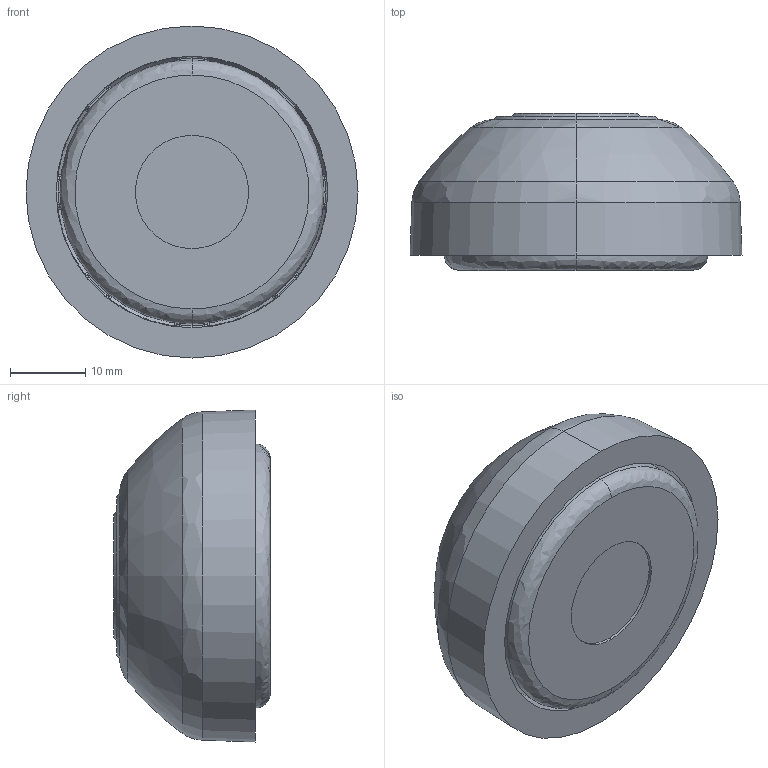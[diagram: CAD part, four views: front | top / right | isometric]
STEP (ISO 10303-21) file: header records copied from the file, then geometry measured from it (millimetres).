
FILE_DESCRIPTION (( 'STEP AP214' ), '1' );
FILE_NAME ('098d045zsg.STEP', '2014-08-22T08:52:16', ( '' ), ( '' ), 'SwSTEP 2.0', 'SolidWorks 2014', '' );
FILE_SCHEMA (( 'AUTOMOTIVE_DESIGN' ));
Length unit declared in the file: millimetre
Products named in the file (1): 098d045zsg
Bounding box: 44 x 20.8 x 44 mm (x, y, z)
Volume: 20456.1 mm3; surface area: 10432.5 mm2
Topology: 3 solids, 3 shells, 349 faces, 828 edges, 465 vertices
Faces by surface type: bspline 205, cylinder 72, plane 42, cone 30
Entity records: 18306 total; most frequent: CARTESIAN_POINT 7702, ORIENTED_EDGE 1606, DIRECTION 1170, EDGE_CURVE 803, AXIS2_PLACEMENT_3D 510, VERTEX_POINT 465, CIRCLE 365, EDGE_LOOP 358
